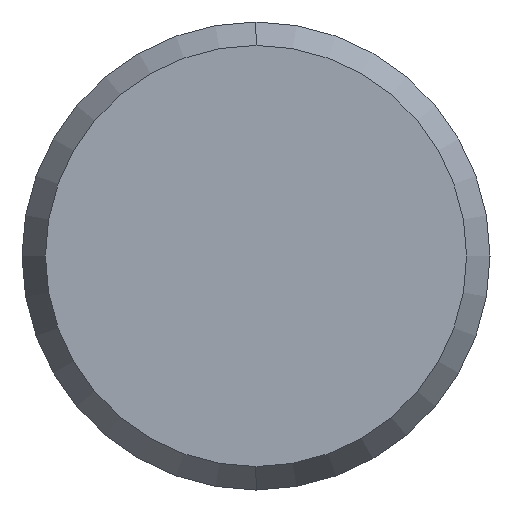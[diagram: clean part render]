
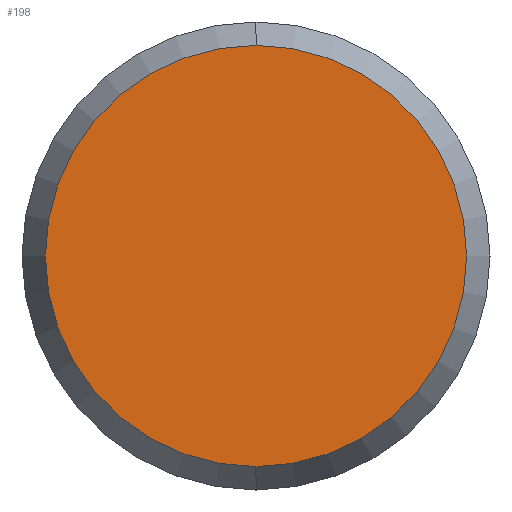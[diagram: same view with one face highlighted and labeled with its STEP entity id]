
A CAD part, left-side view. The second image highlights one B-rep face of the part: STEP entity #198.
In plain terms, the highlighted planar face has unit normal (-1, 0, 0).
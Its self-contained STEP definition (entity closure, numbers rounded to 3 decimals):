
#3 = CARTESIAN_POINT ( 'NONE',  ( 0., 0., 0. ) ) ;
#27 = VERTEX_POINT ( 'NONE', #499 ) ;
#47 = PLANE ( 'NONE',  #228 ) ;
#88 = EDGE_CURVE ( 'NONE', #103, #27, #170, .T. ) ;
#103 = VERTEX_POINT ( 'NONE', #472 ) ;
#136 = DIRECTION ( 'NONE',  ( 0., 0., 1. ) ) ;
#139 = DIRECTION ( 'NONE',  ( 1., 0., 0. ) ) ;
#140 = ORIENTED_EDGE ( 'NONE', *, *, #88, .T. ) ;
#170 = CIRCLE ( 'NONE', #299, 18. ) ;
#186 = DIRECTION ( 'NONE',  ( -1., 0., 0. ) ) ;
#193 = DIRECTION ( 'NONE',  ( 0., 0., -1. ) ) ;
#194 = CIRCLE ( 'NONE', #352, 18. ) ;
#198 = ADVANCED_FACE ( 'NONE', ( #350 ), #47, .F. ) ;
#228 = AXIS2_PLACEMENT_3D ( 'NONE', #3, #139, #193 ) ;
#299 = AXIS2_PLACEMENT_3D ( 'NONE', #549, #186, #136 ) ;
#304 = DIRECTION ( 'NONE',  ( -1., 0., 0. ) ) ;
#346 = EDGE_CURVE ( 'NONE', #27, #103, #194, .T. ) ;
#350 = FACE_OUTER_BOUND ( 'NONE', #468, .T. ) ;
#352 = AXIS2_PLACEMENT_3D ( 'NONE', #579, #304, #391 ) ;
#357 = ORIENTED_EDGE ( 'NONE', *, *, #346, .T. ) ;
#391 = DIRECTION ( 'NONE',  ( 0., 0., 1. ) ) ;
#468 = EDGE_LOOP ( 'NONE', ( #140, #357 ) ) ;
#472 = CARTESIAN_POINT ( 'NONE',  ( 0., 0., 18. ) ) ;
#499 = CARTESIAN_POINT ( 'NONE',  ( 0., 0., -18. ) ) ;
#549 = CARTESIAN_POINT ( 'NONE',  ( 0., 0., 0. ) ) ;
#579 = CARTESIAN_POINT ( 'NONE',  ( 0., 0., 0. ) ) ;
